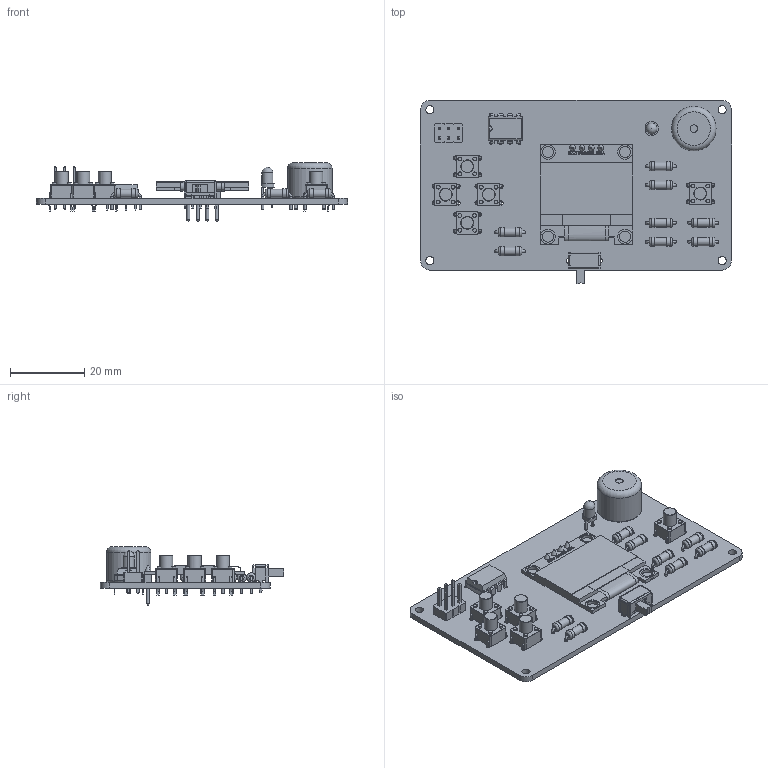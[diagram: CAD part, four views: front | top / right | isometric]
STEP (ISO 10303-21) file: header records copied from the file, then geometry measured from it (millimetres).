
FILE_DESCRIPTION(('KiCad electronic assembly'),'2;1');
FILE_NAME('gamepad_attiny85.step','2024-07-11T15:10:51',('Pcbnew'),( 'Kicad'),'Open CASCADE STEP processor 7.8','KiCad to STEP converter' ,'Unknown');
FILE_SCHEMA(('AUTOMOTIVE_DESIGN { 1 0 10303 214 1 1 1 1 }'));
Length unit declared in the file: millimetre
Products named in the file (18): gamepad_attiny85 1; R_Axial_DIN0207_L6.3mm_D2.5mm_P7.62mm_Horizontal; R_Axial_DIN0207_L63mm_D25mm_P762mm_Horizontal; SW_PUSH_6mm_H7.3mm; SW_PUSH_6mm_h7.3mm; LED_D3.0mm; DIP-8_W7.62mm; Buzzer_12x9.5RM7.6; Buzzer_12x95RM76; SSD1306 v24; SSD1306 v23; PinHeader_2x03_P2.54mm_Vertical; PinHeader_2x03_P254mm_Vertical; SW_Slide_SPDT_Angled_CK_OS102011MA1Q; gamepad_attiny85_PCB
Assembly tree (28 placements, depth 3):
  gamepad_attiny85 1
    R_Axial_DIN0207_L6.3mm_D2.5mm_P7.62mm_Horizontal  x8
      R_Axial_DIN0207_L63mm_D25mm_P762mm_Horizontal
    SW_PUSH_6mm_H7.3mm  x5
      SW_PUSH_6mm_h7.3mm
    LED_D3.0mm
      LED_D3.0mm
    DIP-8_W7.62mm
      DIP-8_W7.62mm
    Buzzer_12x9.5RM7.6
      Buzzer_12x95RM76
    SSD1306 v24
      SSD1306 v23
    PinHeader_2x03_P2.54mm_Vertical
      PinHeader_2x03_P254mm_Vertical
    SW_Slide_SPDT_Angled_CK_OS102011MA1Q
      SW_Slide_SPDT_Angled_CK_OS102011MA1Q
    gamepad_attiny85_PCB
Bounding box: 83.82 x 49.38 x 15.73 mm (x, y, z)
Volume: 9882 mm3; surface area: 13478.6 mm2
Topology: 25 solids, 26 shells, 1567 faces, 3904 edges, 2489 vertices
Faces by surface type: plane 967, cylinder 369, bspline 181, torus 41, sphere 5, cone 4
Full cylindrical faces by diameter (mm): 0.6 x16, 0.8 x28, 0.9 x7, 1 x32, 1.1 x20, 1.5 x2, 2 x1, 2.2 x4, 2.25 x8, 2.5 x16, 3 x5, 3.5 x5, 4 x8, 12 x1
Entity records: 39406 total; most frequent: CARTESIAN_POINT 9466, ORIENTED_EDGE 5256, DIRECTION 4444, EDGE_CURVE 2632, LINE 1926, VECTOR 1926, VERTEX_POINT 1676, AXIS2_PLACEMENT_3D 1259
